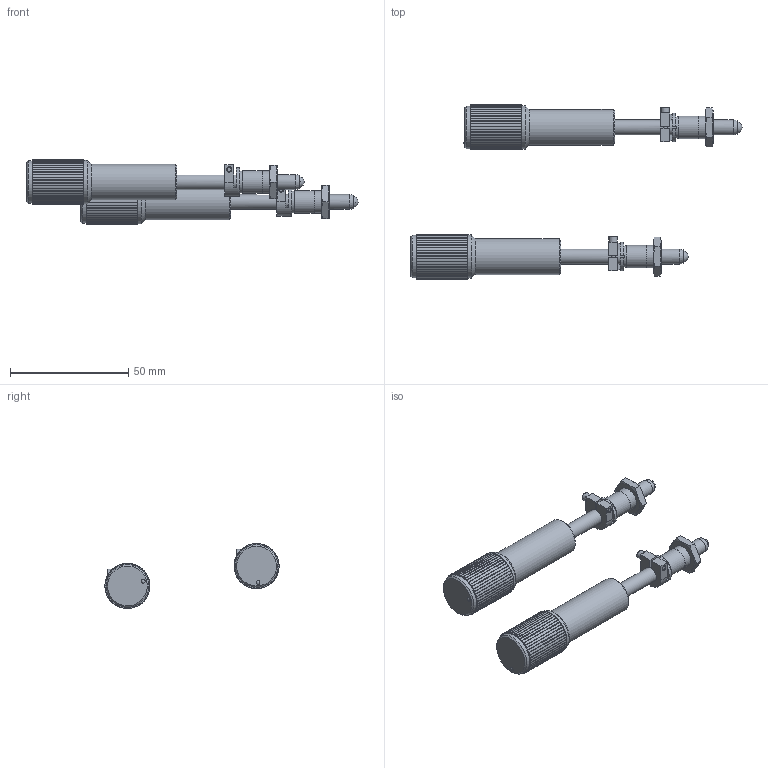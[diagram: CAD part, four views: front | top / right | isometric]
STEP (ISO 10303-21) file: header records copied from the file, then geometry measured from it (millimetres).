
FILE_DESCRIPTION (( 'STEP AP203' ), '1' );
FILE_NAME ('02270000_step.STEP', '2018-05-16T21:32:30', ( '' ), ( '' ), 'SwSTEP 2.0', 'SolidWorks 2016', '' );
FILE_SCHEMA (( 'CONFIG_CONTROL_DESIGN' ));
Length unit declared in the file: inch
Products named in the file (1): 02270000_step
Bounding box: 140.58 x 73.75 x 27.48 mm (x, y, z)
Volume: 34252.4 mm3; surface area: 12904.3 mm2
Topology: 2 solids, 4 shells, 892 faces, 2406 edges, 1546 vertices
Faces by surface type: plane 632, cylinder 216, cone 40, sphere 4
Full cylindrical faces by diameter (mm): 1.587 x2, 1.778 x4, 2.007 x2, 3.556 x2, 5.994 x2, 6.35 x4, 6.528 x2, 8.915 x2, 9.271 x2, 9.437 x2, 9.511 x2, 15.24 x2, 18.11 x2, 18.364 x2
Entity records: 27193 total; most frequent: CARTESIAN_POINT 4817, DIRECTION 4710, ORIENTED_EDGE 4580, EDGE_CURVE 2290, VECTOR 1596, LINE 1596, AXIS2_PLACEMENT_3D 1557, VERTEX_POINT 1504
